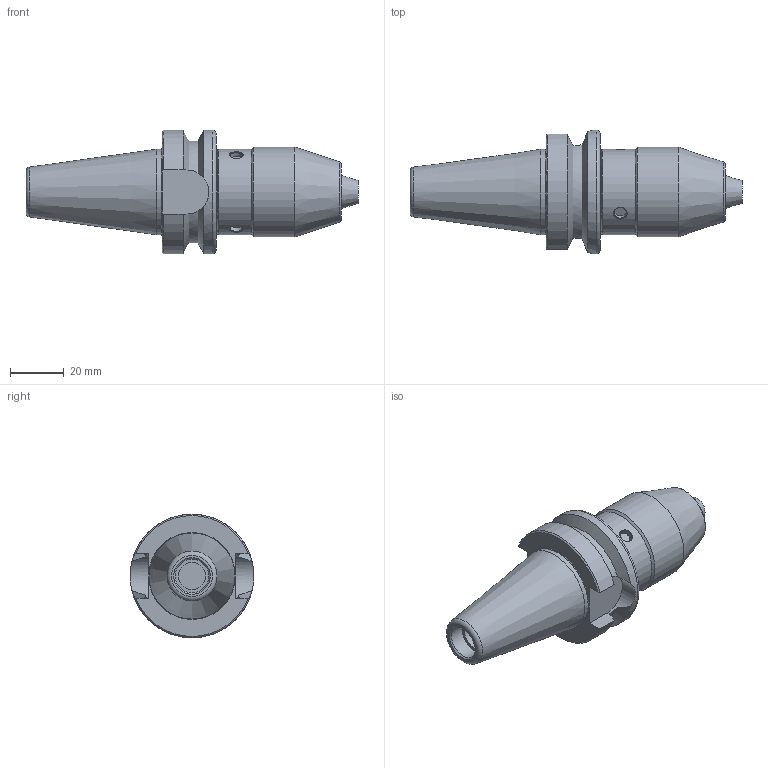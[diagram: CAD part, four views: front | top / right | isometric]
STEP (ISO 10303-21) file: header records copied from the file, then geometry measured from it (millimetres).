
FILE_DESCRIPTION(/* description */ (''),/* implementation_level */ '2;1');
FILE_NAME(/* name */ 'BT30 APU06.step',/* time_stamp */ '2025-08-06T15:28:52-05:00',/* author */ (''),/* organization */ (''),/* preprocessor_version */ 'ST-DEVELOPER v20.1',/* originating_system */ 'Autodesk Translation Framework v14.10.0.0',/* authorisation */ '');
FILE_SCHEMA (('AUTOMOTIVE_DESIGN { 1 0 10303 214 3 1 1 }'));
Length unit declared in the file: inch
Products named in the file (2): (Unsaved); BT30 SF.250-3.75 v3
Assembly tree (1 placements, depth 2):
  (Unsaved)
    BT30 SF.250-3.75 v3
Bounding box: 123.32 x 45.92 x 45.92 mm (x, y, z)
Volume: 82911.2 mm3; surface area: 17242.6 mm2
Topology: 1 solids, 1 shells, 53 faces, 122 edges, 79 vertices
Faces by surface type: plane 18, cylinder 16, cone 11, torus 5, bspline 3
Full cylindrical faces by diameter (mm): 4.572 x3, 10.16 x1, 12.548 x1, 26.797 x1, 31.75 x1, 31.877 x1, 33.426 x1, 45.923 x1
Entity records: 2089 total; most frequent: CARTESIAN_POINT 808, DIRECTION 254, ORIENTED_EDGE 244, EDGE_CURVE 122, AXIS2_PLACEMENT_3D 108, VERTEX_POINT 79, EDGE_LOOP 61, CIRCLE 55
